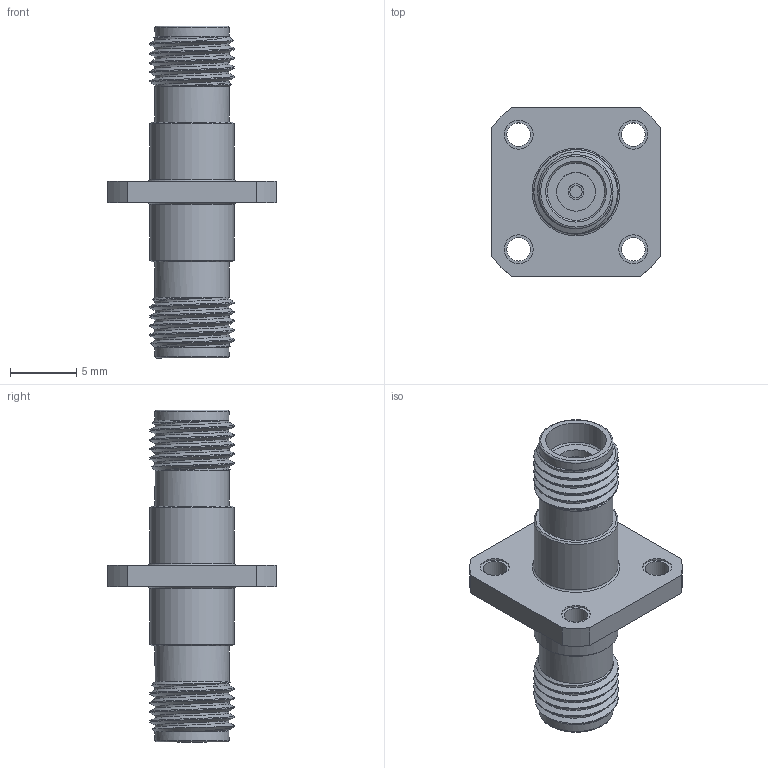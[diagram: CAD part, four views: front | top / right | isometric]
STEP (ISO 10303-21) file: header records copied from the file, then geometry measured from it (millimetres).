
FILE_DESCRIPTION (( 'STEP AP203' ), '1' );
FILE_NAME ('SM3228_3D.step', '2020-09-18T15:41:12', ( '' ), ( '' ), 'SwSTEP 2.0', 'SolidWorks 2018', '' );
FILE_SCHEMA (( 'CONFIG_CONTROL_DESIGN' ));
Length unit declared in the file: inch
Products named in the file (1): SM3228_3D
Bounding box: 12.7 x 12.7 x 25.02 mm (x, y, z)
Volume: 803.7 mm3; surface area: 1068.9 mm2
Topology: 1 solids, 1 shells, 90 faces, 201 edges, 131 vertices
Faces by surface type: plane 40, cylinder 32, cone 8, bspline 6, torus 4
Full cylindrical faces by diameter (mm): 0.919 x2, 1.194 x2, 1.778 x4, 2.184 x8, 2.92 x2, 4.572 x2, 5.582 x4, 6.35 x2
Entity records: 4551 total; most frequent: CARTESIAN_POINT 2677, DIRECTION 378, ORIENTED_EDGE 308, AXIS2_PLACEMENT_3D 165, EDGE_CURVE 154, EDGE_LOOP 150, FACE_OUTER_BOUND 120, VERTEX_POINT 118
